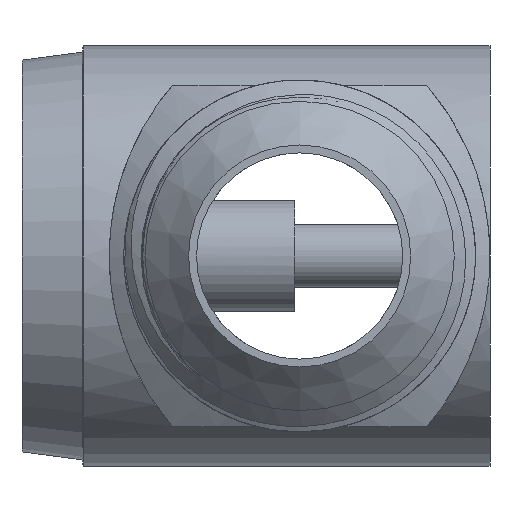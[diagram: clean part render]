
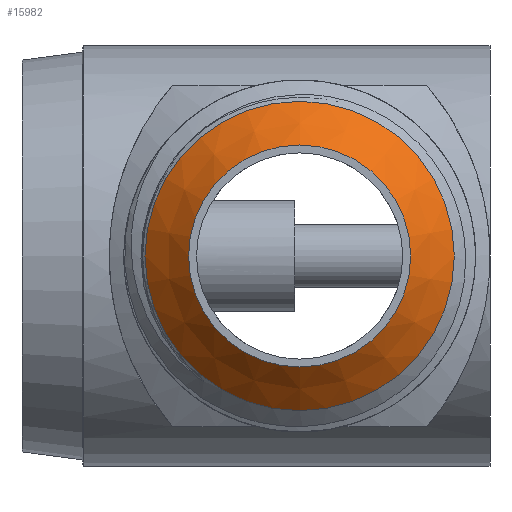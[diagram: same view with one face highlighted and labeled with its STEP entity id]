
A CAD part, left-side view. The second image highlights one B-rep face of the part: STEP entity #15982.
In plain terms, the highlighted conical face has half-angle 45 degrees and reference radius 7 mm.
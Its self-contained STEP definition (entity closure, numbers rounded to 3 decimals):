
#371=CONICAL_SURFACE('',#16886,7.,0.785);
#1654=FACE_OUTER_BOUND('',#2502,.T.);
#2502=EDGE_LOOP('',(#10491,#10492,#10493,#10494,#10495,#10496));
#3413=LINE('',#20971,#4915);
#4915=VECTOR('',#17557,7.);
#6423=CIRCLE('',#16882,9.75);
#6424=CIRCLE('',#16883,9.75);
#6427=CIRCLE('',#16887,7.);
#6428=CIRCLE('',#16888,7.);
#6547=VERTEX_POINT('',#20960);
#6548=VERTEX_POINT('',#20961);
#6551=VERTEX_POINT('',#20970);
#6552=VERTEX_POINT('',#20972);
#8123=EDGE_CURVE('',#6547,#6548,#6423,.T.);
#8124=EDGE_CURVE('',#6548,#6547,#6424,.T.);
#8128=EDGE_CURVE('',#6547,#6551,#3413,.T.);
#8129=EDGE_CURVE('',#6552,#6551,#6427,.T.);
#8130=EDGE_CURVE('',#6551,#6552,#6428,.T.);
#10491=ORIENTED_EDGE('',*,*,#8123,.T.);
#10492=ORIENTED_EDGE('',*,*,#8124,.T.);
#10493=ORIENTED_EDGE('',*,*,#8128,.T.);
#10494=ORIENTED_EDGE('',*,*,#8129,.F.);
#10495=ORIENTED_EDGE('',*,*,#8130,.F.);
#10496=ORIENTED_EDGE('',*,*,#8128,.F.);
#15982=ADVANCED_FACE('',(#1654),#371,.T.);
#16882=AXIS2_PLACEMENT_3D('',#20962,#17546,#17547);
#16883=AXIS2_PLACEMENT_3D('',#20963,#17548,#17549);
#16886=AXIS2_PLACEMENT_3D('',#20969,#17555,#17556);
#16887=AXIS2_PLACEMENT_3D('',#20973,#17558,#17559);
#16888=AXIS2_PLACEMENT_3D('',#20974,#17560,#17561);
#17546=DIRECTION('center_axis',(-1.,0.,0.));
#17547=DIRECTION('ref_axis',(0.,0.,1.));
#17548=DIRECTION('center_axis',(-1.,0.,0.));
#17549=DIRECTION('ref_axis',(0.,0.,1.));
#17555=DIRECTION('center_axis',(1.,0.,0.));
#17556=DIRECTION('ref_axis',(0.,0.,-1.));
#17557=DIRECTION('',(-0.707,0.,-0.707));
#17558=DIRECTION('center_axis',(-1.,0.,0.));
#17559=DIRECTION('ref_axis',(0.,0.,1.));
#17560=DIRECTION('center_axis',(-1.,0.,0.));
#17561=DIRECTION('ref_axis',(0.,0.,1.));
#20960=CARTESIAN_POINT('',(-62.122,30.988,52.672));
#20961=CARTESIAN_POINT('',(-62.122,30.988,33.172));
#20962=CARTESIAN_POINT('Origin',(-62.122,30.988,42.922));
#20963=CARTESIAN_POINT('Origin',(-62.122,30.988,42.922));
#20969=CARTESIAN_POINT('Origin',(-64.872,30.988,42.922));
#20970=CARTESIAN_POINT('',(-64.872,30.988,49.922));
#20971=CARTESIAN_POINT('',(-64.872,30.988,49.922));
#20972=CARTESIAN_POINT('',(-64.872,30.988,35.922));
#20973=CARTESIAN_POINT('Origin',(-64.872,30.988,42.922));
#20974=CARTESIAN_POINT('Origin',(-64.872,30.988,42.922));
